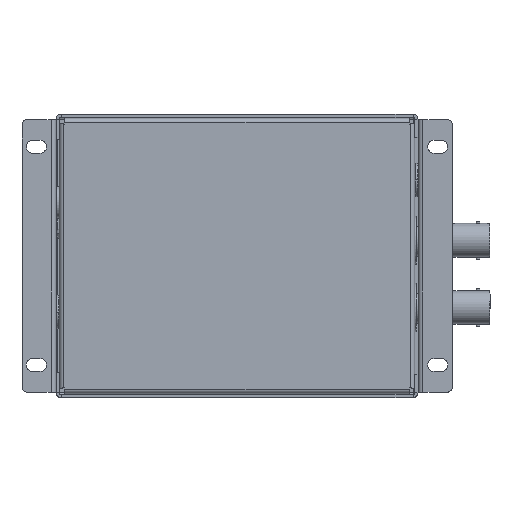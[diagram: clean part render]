
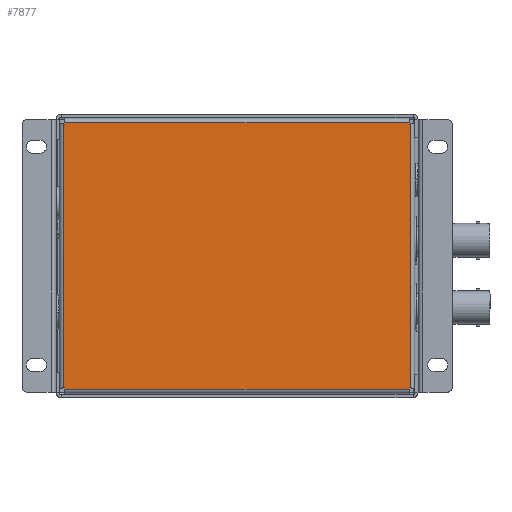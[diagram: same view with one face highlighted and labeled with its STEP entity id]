
A CAD part, top view. The second image highlights one B-rep face of the part: STEP entity #7877.
In plain terms, the highlighted face is planar.
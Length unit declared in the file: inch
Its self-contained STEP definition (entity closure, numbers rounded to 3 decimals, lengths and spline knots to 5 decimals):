
#911 = EDGE_CURVE ( 'NONE', #22592, #53019, #35820, .T. ) ;
#1256 = VECTOR ( 'NONE', #7251, 39.37008 ) ;
#2057 = ORIENTED_EDGE ( 'NONE', *, *, #5740, .T. ) ;
#2076 = CARTESIAN_POINT ( 'NONE',  ( -1.9275, -1.48, 0. ) ) ;
#2271 = ORIENTED_EDGE ( 'NONE', *, *, #45461, .T. ) ;
#2559 = LINE ( 'NONE', #3093, #1256 ) ;
#2760 = VECTOR ( 'NONE', #31324, 39.37008 ) ;
#3093 = CARTESIAN_POINT ( 'NONE',  ( 1.9275, -1.47605, 0. ) ) ;
#3316 = DIRECTION ( 'NONE',  ( 1., 0., 0. ) ) ;
#3466 = CARTESIAN_POINT ( 'NONE',  ( 1.9275, 1.48, 0. ) ) ;
#3480 = CARTESIAN_POINT ( 'NONE',  ( 1.9275, -1.4907, 0. ) ) ;
#3530 = EDGE_CURVE ( 'NONE', #35048, #47038, #34793, .T. ) ;
#3868 = PLANE ( 'NONE',  #8552 ) ;
#5740 = EDGE_CURVE ( 'NONE', #24795, #34217, #27988, .T. ) ;
#6108 = LINE ( 'NONE', #49564, #38214 ) ;
#6611 = VERTEX_POINT ( 'NONE', #13444 ) ;
#7251 = DIRECTION ( 'NONE',  ( -1., 0., 0. ) ) ;
#7456 = VECTOR ( 'NONE', #53696, 39.37008 ) ;
#7877 = ADVANCED_FACE ( 'NONE', ( #41466 ), #3868, .T. ) ;
#8061 = DIRECTION ( 'NONE',  ( 0., 0., -1. ) ) ;
#8552 = AXIS2_PLACEMENT_3D ( 'NONE', #12068, #8061, #37359 ) ;
#10670 = CARTESIAN_POINT ( 'NONE',  ( 1.9275, 1.47605, 0. ) ) ;
#10807 = CARTESIAN_POINT ( 'NONE',  ( -1.9275, -1.47605, 0. ) ) ;
#11193 = EDGE_CURVE ( 'NONE', #16534, #6611, #38361, .T. ) ;
#11782 = LINE ( 'NONE', #3480, #20280 ) ;
#12068 = CARTESIAN_POINT ( 'NONE',  ( 1.9275, 1.48, 0. ) ) ;
#12512 = DIRECTION ( 'NONE',  ( 0., 1., 0. ) ) ;
#13133 = DIRECTION ( 'NONE',  ( 1., 0., 0. ) ) ;
#13444 = CARTESIAN_POINT ( 'NONE',  ( 1.9275, 1.4907, 0. ) ) ;
#14107 = EDGE_CURVE ( 'NONE', #54133, #22592, #32368, .T. ) ;
#14253 = CARTESIAN_POINT ( 'NONE',  ( 1.9382, 1.47605, 0. ) ) ;
#14588 = EDGE_CURVE ( 'NONE', #51944, #24795, #6108, .T. ) ;
#14736 = CARTESIAN_POINT ( 'NONE',  ( -1.9382, 1.47605, 0. ) ) ;
#15495 = DIRECTION ( 'NONE',  ( 0., -1., 0. ) ) ;
#16011 = EDGE_CURVE ( 'NONE', #40462, #47038, #11782, .T. ) ;
#16534 = VERTEX_POINT ( 'NONE', #32336 ) ;
#16591 = CARTESIAN_POINT ( 'NONE',  ( -1.9382, -1.47605, 0. ) ) ;
#16892 = CARTESIAN_POINT ( 'NONE',  ( 1.9275, -1.47605, 0. ) ) ;
#16924 = VECTOR ( 'NONE', #40609, 39.37008 ) ;
#20105 = DIRECTION ( 'NONE',  ( -1., 0., 0. ) ) ;
#20280 = VECTOR ( 'NONE', #20105, 39.37008 ) ;
#21626 = ORIENTED_EDGE ( 'NONE', *, *, #35637, .F. ) ;
#22510 = VECTOR ( 'NONE', #13133, 39.37008 ) ;
#22592 = VERTEX_POINT ( 'NONE', #14253 ) ;
#22863 = ORIENTED_EDGE ( 'NONE', *, *, #11193, .T. ) ;
#24253 = ORIENTED_EDGE ( 'NONE', *, *, #16011, .T. ) ;
#24641 = VECTOR ( 'NONE', #41837, 39.37008 ) ;
#24649 = CARTESIAN_POINT ( 'NONE',  ( -1.9275, 1.4907, 0. ) ) ;
#24795 = VERTEX_POINT ( 'NONE', #14736 ) ;
#24900 = CARTESIAN_POINT ( 'NONE',  ( 1.9275, -1.48, 0. ) ) ;
#25091 = ORIENTED_EDGE ( 'NONE', *, *, #14588, .T. ) ;
#26135 = VECTOR ( 'NONE', #49506, 39.37008 ) ;
#27498 = VERTEX_POINT ( 'NONE', #16892 ) ;
#27988 = LINE ( 'NONE', #32210, #16924 ) ;
#28908 = DIRECTION ( 'NONE',  ( 0., 1., 0. ) ) ;
#30721 = VECTOR ( 'NONE', #15495, 39.37008 ) ;
#31324 = DIRECTION ( 'NONE',  ( 0., -1., 0. ) ) ;
#32039 = EDGE_CURVE ( 'NONE', #40462, #27498, #51158, .T. ) ;
#32059 = LINE ( 'NONE', #40725, #30721 ) ;
#32210 = CARTESIAN_POINT ( 'NONE',  ( 1.9275, 1.47605, 0. ) ) ;
#32265 = CARTESIAN_POINT ( 'NONE',  ( 1.9275, -1.4907, 0. ) ) ;
#32336 = CARTESIAN_POINT ( 'NONE',  ( -1.9275, 1.4907, 0. ) ) ;
#32368 = LINE ( 'NONE', #45780, #22510 ) ;
#34217 = VERTEX_POINT ( 'NONE', #41979 ) ;
#34398 = CARTESIAN_POINT ( 'NONE',  ( 1.9382, -1.47605, 0. ) ) ;
#34793 = LINE ( 'NONE', #2076, #2760 ) ;
#35048 = VERTEX_POINT ( 'NONE', #10807 ) ;
#35603 = ORIENTED_EDGE ( 'NONE', *, *, #32039, .F. ) ;
#35637 = EDGE_CURVE ( 'NONE', #16534, #34217, #32059, .T. ) ;
#35820 = LINE ( 'NONE', #37663, #24641 ) ;
#37310 = LINE ( 'NONE', #3466, #26135 ) ;
#37359 = DIRECTION ( 'NONE',  ( -1., 0., 0. ) ) ;
#37663 = CARTESIAN_POINT ( 'NONE',  ( 1.9382, 1.48, 0. ) ) ;
#38214 = VECTOR ( 'NONE', #28908, 39.37008 ) ;
#38361 = LINE ( 'NONE', #24649, #49426 ) ;
#38580 = EDGE_CURVE ( 'NONE', #54133, #6611, #37310, .T. ) ;
#39016 = EDGE_CURVE ( 'NONE', #35048, #51944, #2559, .T. ) ;
#40094 = VECTOR ( 'NONE', #12512, 39.37008 ) ;
#40407 = ORIENTED_EDGE ( 'NONE', *, *, #14107, .T. ) ;
#40462 = VERTEX_POINT ( 'NONE', #32265 ) ;
#40609 = DIRECTION ( 'NONE',  ( 1., 0., 0. ) ) ;
#40725 = CARTESIAN_POINT ( 'NONE',  ( -1.9275, 1.48, 0. ) ) ;
#40846 = LINE ( 'NONE', #49450, #7456 ) ;
#41466 = FACE_OUTER_BOUND ( 'NONE', #41864, .T. ) ;
#41837 = DIRECTION ( 'NONE',  ( 0., -1., 0. ) ) ;
#41864 = EDGE_LOOP ( 'NONE', ( #40407, #53952, #2271, #35603, #24253, #47812, #46794, #25091, #2057, #21626, #22863, #41982 ) ) ;
#41979 = CARTESIAN_POINT ( 'NONE',  ( -1.9275, 1.47605, 0. ) ) ;
#41982 = ORIENTED_EDGE ( 'NONE', *, *, #38580, .F. ) ;
#45461 = EDGE_CURVE ( 'NONE', #53019, #27498, #40846, .T. ) ;
#45780 = CARTESIAN_POINT ( 'NONE',  ( 1.9275, 1.47605, 0. ) ) ;
#46794 = ORIENTED_EDGE ( 'NONE', *, *, #39016, .T. ) ;
#47038 = VERTEX_POINT ( 'NONE', #50917 ) ;
#47812 = ORIENTED_EDGE ( 'NONE', *, *, #3530, .F. ) ;
#49426 = VECTOR ( 'NONE', #3316, 39.37008 ) ;
#49450 = CARTESIAN_POINT ( 'NONE',  ( 1.9275, -1.47605, 0. ) ) ;
#49506 = DIRECTION ( 'NONE',  ( 0., 1., 0. ) ) ;
#49564 = CARTESIAN_POINT ( 'NONE',  ( -1.9382, -1.48, 0. ) ) ;
#50917 = CARTESIAN_POINT ( 'NONE',  ( -1.9275, -1.4907, 0. ) ) ;
#51158 = LINE ( 'NONE', #24900, #40094 ) ;
#51944 = VERTEX_POINT ( 'NONE', #16591 ) ;
#53019 = VERTEX_POINT ( 'NONE', #34398 ) ;
#53696 = DIRECTION ( 'NONE',  ( -1., 0., 0. ) ) ;
#53952 = ORIENTED_EDGE ( 'NONE', *, *, #911, .T. ) ;
#54133 = VERTEX_POINT ( 'NONE', #10670 ) ;
